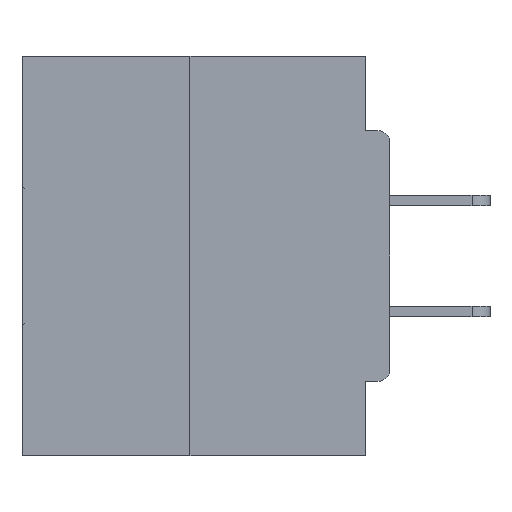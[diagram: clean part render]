
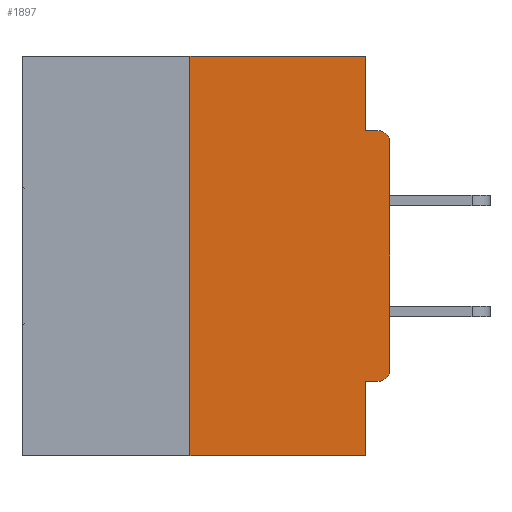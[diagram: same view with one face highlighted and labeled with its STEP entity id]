
A CAD part, left-side view. The second image highlights one B-rep face of the part: STEP entity #1897.
In plain terms, the highlighted planar face has unit normal (-1, 0, 0).
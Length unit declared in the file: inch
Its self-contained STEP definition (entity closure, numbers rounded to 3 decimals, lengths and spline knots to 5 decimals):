
#124 = DIRECTION ( 'NONE',  ( 0., 0., -1. ) ) ;
#339 = VERTEX_POINT ( 'NONE', #15530 ) ;
#1031 = LINE ( 'NONE', #15096, #12286 ) ;
#1478 = EDGE_CURVE ( 'NONE', #7440, #14213, #21531, .T. ) ;
#1513 = CARTESIAN_POINT ( 'NONE',  ( 0., 0.25, -0.5 ) ) ;
#1897 = ADVANCED_FACE ( 'NONE', ( #36815 ), #8015, .F. ) ;
#2108 = VERTEX_POINT ( 'NONE', #38014 ) ;
#2314 = ORIENTED_EDGE ( 'NONE', *, *, #12988, .F. ) ;
#3105 = VECTOR ( 'NONE', #16661, 39.37008 ) ;
#4098 = LINE ( 'NONE', #22855, #13394 ) ;
#5264 = ORIENTED_EDGE ( 'NONE', *, *, #13239, .F. ) ;
#7040 = VECTOR ( 'NONE', #39334, 39.37008 ) ;
#7248 = VECTOR ( 'NONE', #12798, 39.37008 ) ;
#7440 = VERTEX_POINT ( 'NONE', #31038 ) ;
#7964 = CARTESIAN_POINT ( 'NONE',  ( 0., 0.46, 0. ) ) ;
#8015 = PLANE ( 'NONE',  #36747 ) ;
#8273 = ORIENTED_EDGE ( 'NONE', *, *, #40378, .T. ) ;
#8573 = DIRECTION ( 'NONE',  ( -1., 0., 0. ) ) ;
#9153 = CARTESIAN_POINT ( 'NONE',  ( 0., 0.015, -0.3915 ) ) ;
#9511 = AXIS2_PLACEMENT_3D ( 'NONE', #9153, #8573, #124 ) ;
#9565 = EDGE_CURVE ( 'NONE', #39138, #2108, #24458, .T. ) ;
#10079 = LINE ( 'NONE', #25504, #24862 ) ;
#10697 = ORIENTED_EDGE ( 'NONE', *, *, #14844, .F. ) ;
#10850 = CARTESIAN_POINT ( 'NONE',  ( 0., 0., -0.0935 ) ) ;
#11645 = CARTESIAN_POINT ( 'NONE',  ( 0., 0.015, -0.0935 ) ) ;
#12161 = EDGE_CURVE ( 'NONE', #39138, #24965, #10079, .T. ) ;
#12164 = VECTOR ( 'NONE', #20715, 39.37008 ) ;
#12286 = VECTOR ( 'NONE', #37175, 39.37008 ) ;
#12798 = DIRECTION ( 'NONE',  ( 0., 0., -1. ) ) ;
#12988 = EDGE_CURVE ( 'NONE', #24965, #28592, #19562, .T. ) ;
#13239 = EDGE_CURVE ( 'NONE', #7440, #33991, #1031, .T. ) ;
#13394 = VECTOR ( 'NONE', #17066, 39.37008 ) ;
#14213 = VERTEX_POINT ( 'NONE', #24883 ) ;
#14844 = EDGE_CURVE ( 'NONE', #33991, #2108, #36317, .T. ) ;
#15096 = CARTESIAN_POINT ( 'NONE',  ( 0., 0., -0.4065 ) ) ;
#15530 = CARTESIAN_POINT ( 'NONE',  ( 0., 0.031, -0.0935 ) ) ;
#16237 = ORIENTED_EDGE ( 'NONE', *, *, #39770, .F. ) ;
#16285 = DIRECTION ( 'NONE',  ( 0., 0., 1. ) ) ;
#16659 = ORIENTED_EDGE ( 'NONE', *, *, #40320, .F. ) ;
#16661 = DIRECTION ( 'NONE',  ( 0., -1., 0. ) ) ;
#17066 = DIRECTION ( 'NONE',  ( 0., 0., 1. ) ) ;
#18284 = ORIENTED_EDGE ( 'NONE', *, *, #9565, .T. ) ;
#18745 = DIRECTION ( 'NONE',  ( 0., 0., -1. ) ) ;
#19185 = AXIS2_PLACEMENT_3D ( 'NONE', #37690, #37552, #18745 ) ;
#19305 = EDGE_CURVE ( 'NONE', #24448, #28768, #25234, .T. ) ;
#19445 = ORIENTED_EDGE ( 'NONE', *, *, #1478, .T. ) ;
#19562 = LINE ( 'NONE', #7964, #27040 ) ;
#20715 = DIRECTION ( 'NONE',  ( 0., -1., 0. ) ) ;
#20757 = LINE ( 'NONE', #10850, #3105 ) ;
#20788 = DIRECTION ( 'NONE',  ( 1., 0., 0. ) ) ;
#21531 = CIRCLE ( 'NONE', #9511, 0.015 ) ;
#22001 = ORIENTED_EDGE ( 'NONE', *, *, #19305, .T. ) ;
#22431 = CARTESIAN_POINT ( 'NONE',  ( 0., 0.031, -0.5 ) ) ;
#22855 = CARTESIAN_POINT ( 'NONE',  ( 0., 0., 0. ) ) ;
#23303 = CARTESIAN_POINT ( 'NONE',  ( 0., 0.031, 0. ) ) ;
#23774 = LINE ( 'NONE', #23303, #7040 ) ;
#24448 = VERTEX_POINT ( 'NONE', #28619 ) ;
#24458 = LINE ( 'NONE', #26646, #12164 ) ;
#24862 = VECTOR ( 'NONE', #16285, 39.37008 ) ;
#24883 = CARTESIAN_POINT ( 'NONE',  ( 0., 0., -0.3915 ) ) ;
#24965 = VERTEX_POINT ( 'NONE', #28706 ) ;
#25234 = CIRCLE ( 'NONE', #19185, 0.015 ) ;
#25504 = CARTESIAN_POINT ( 'NONE',  ( 0., 0.25, 0. ) ) ;
#26646 = CARTESIAN_POINT ( 'NONE',  ( 0., 0.46, -0.5 ) ) ;
#27040 = VECTOR ( 'NONE', #36231, 39.37008 ) ;
#28592 = VERTEX_POINT ( 'NONE', #35002 ) ;
#28619 = CARTESIAN_POINT ( 'NONE',  ( 0., 0., -0.1085 ) ) ;
#28706 = CARTESIAN_POINT ( 'NONE',  ( 0., 0.25, 0. ) ) ;
#28768 = VERTEX_POINT ( 'NONE', #11645 ) ;
#29434 = CARTESIAN_POINT ( 'NONE',  ( 0., 0.031, -0.4065 ) ) ;
#30043 = CARTESIAN_POINT ( 'NONE',  ( 0., 0.46, 0. ) ) ;
#31038 = CARTESIAN_POINT ( 'NONE',  ( 0., 0.015, -0.4065 ) ) ;
#33372 = DIRECTION ( 'NONE',  ( 0., 0., -1. ) ) ;
#33991 = VERTEX_POINT ( 'NONE', #29434 ) ;
#34305 = ORIENTED_EDGE ( 'NONE', *, *, #12161, .F. ) ;
#35002 = CARTESIAN_POINT ( 'NONE',  ( 0., 0.031, 0. ) ) ;
#36231 = DIRECTION ( 'NONE',  ( 0., -1., 0. ) ) ;
#36317 = LINE ( 'NONE', #22431, #7248 ) ;
#36747 = AXIS2_PLACEMENT_3D ( 'NONE', #30043, #20788, #33372 ) ;
#36815 = FACE_OUTER_BOUND ( 'NONE', #37011, .T. ) ;
#37011 = EDGE_LOOP ( 'NONE', ( #2314, #34305, #18284, #10697, #5264, #19445, #8273, #22001, #16659, #16237 ) ) ;
#37175 = DIRECTION ( 'NONE',  ( 0., 1., 0. ) ) ;
#37552 = DIRECTION ( 'NONE',  ( -1., 0., 0. ) ) ;
#37690 = CARTESIAN_POINT ( 'NONE',  ( 0., 0.015, -0.1085 ) ) ;
#38014 = CARTESIAN_POINT ( 'NONE',  ( 0., 0.031, -0.5 ) ) ;
#39138 = VERTEX_POINT ( 'NONE', #1513 ) ;
#39334 = DIRECTION ( 'NONE',  ( 0., 0., -1. ) ) ;
#39770 = EDGE_CURVE ( 'NONE', #28592, #339, #23774, .T. ) ;
#40320 = EDGE_CURVE ( 'NONE', #339, #28768, #20757, .T. ) ;
#40378 = EDGE_CURVE ( 'NONE', #14213, #24448, #4098, .T. ) ;
